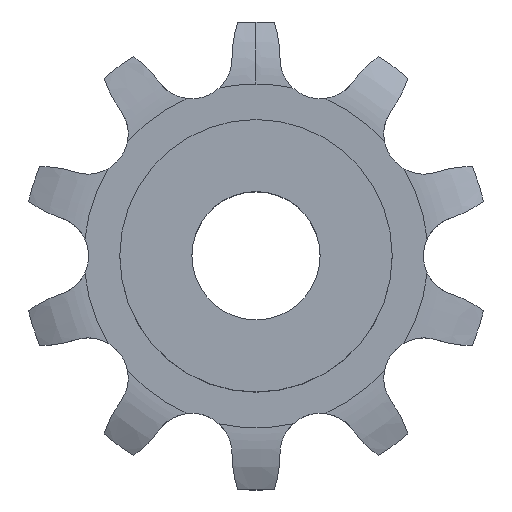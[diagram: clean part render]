
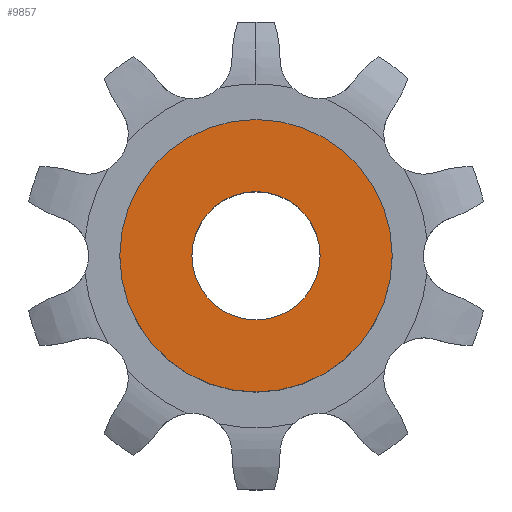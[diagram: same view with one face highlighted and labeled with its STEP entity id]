
A CAD part, top view. The second image highlights one B-rep face of the part: STEP entity #9857.
In plain terms, the highlighted planar face has unit normal (0, 0, 1).
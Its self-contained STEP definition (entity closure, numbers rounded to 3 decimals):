
#3094 = CYLINDRICAL_SURFACE('',#3095,8.5);
#3095 = AXIS2_PLACEMENT_3D('',#3096,#3097,#3098);
#3096 = CARTESIAN_POINT('',(0.,0.,0.));
#3097 = DIRECTION('',(-0.,-0.,-1.));
#3098 = DIRECTION('',(1.,0.,0.));
#7918 = CYLINDRICAL_SURFACE('',#7919,4.);
#7919 = AXIS2_PLACEMENT_3D('',#7920,#7921,#7922);
#7920 = CARTESIAN_POINT('',(0.,0.,43.337));
#7921 = DIRECTION('',(0.,0.,1.));
#7922 = DIRECTION('',(1.,0.,-0.));
#9146 = VERTEX_POINT('',#9147);
#9147 = CARTESIAN_POINT('',(8.5,0.,12.));
#9168 = EDGE_CURVE('',#9146,#9146,#9169,.T.);
#9169 = SURFACE_CURVE('',#9170,(#9175,#9182),.PCURVE_S1.);
#9170 = CIRCLE('',#9171,8.5);
#9171 = AXIS2_PLACEMENT_3D('',#9172,#9173,#9174);
#9172 = CARTESIAN_POINT('',(0.,0.,12.));
#9173 = DIRECTION('',(0.,0.,1.));
#9174 = DIRECTION('',(1.,0.,0.));
#9175 = PCURVE('',#3094,#9176);
#9176 = DEFINITIONAL_REPRESENTATION('',(#9177),#9181);
#9177 = LINE('',#9178,#9179);
#9178 = CARTESIAN_POINT('',(-0.,-12.));
#9179 = VECTOR('',#9180,1.);
#9180 = DIRECTION('',(-1.,0.));
#9181 = ( GEOMETRIC_REPRESENTATION_CONTEXT(2) 
PARAMETRIC_REPRESENTATION_CONTEXT() REPRESENTATION_CONTEXT('2D SPACE',''
  ) );
#9182 = PCURVE('',#9183,#9188);
#9183 = PLANE('',#9184);
#9184 = AXIS2_PLACEMENT_3D('',#9185,#9186,#9187);
#9185 = CARTESIAN_POINT('',(0.,0.,12.));
#9186 = DIRECTION('',(0.,0.,1.));
#9187 = DIRECTION('',(0.,-1.,0.));
#9188 = DEFINITIONAL_REPRESENTATION('',(#9189),#9193);
#9189 = CIRCLE('',#9190,8.5);
#9190 = AXIS2_PLACEMENT_2D('',#9191,#9192);
#9191 = CARTESIAN_POINT('',(0.,0.));
#9192 = DIRECTION('',(0.,1.));
#9193 = ( GEOMETRIC_REPRESENTATION_CONTEXT(2) 
PARAMETRIC_REPRESENTATION_CONTEXT() REPRESENTATION_CONTEXT('2D SPACE',''
  ) );
#9811 = EDGE_CURVE('',#9812,#9812,#9814,.T.);
#9812 = VERTEX_POINT('',#9813);
#9813 = CARTESIAN_POINT('',(4.,0.,12.));
#9814 = SURFACE_CURVE('',#9815,(#9820,#9827),.PCURVE_S1.);
#9815 = CIRCLE('',#9816,4.);
#9816 = AXIS2_PLACEMENT_3D('',#9817,#9818,#9819);
#9817 = CARTESIAN_POINT('',(0.,0.,12.));
#9818 = DIRECTION('',(0.,0.,1.));
#9819 = DIRECTION('',(1.,0.,-0.));
#9820 = PCURVE('',#7918,#9821);
#9821 = DEFINITIONAL_REPRESENTATION('',(#9822),#9826);
#9822 = LINE('',#9823,#9824);
#9823 = CARTESIAN_POINT('',(0.,-31.337));
#9824 = VECTOR('',#9825,1.);
#9825 = DIRECTION('',(1.,0.));
#9826 = ( GEOMETRIC_REPRESENTATION_CONTEXT(2) 
PARAMETRIC_REPRESENTATION_CONTEXT() REPRESENTATION_CONTEXT('2D SPACE',''
  ) );
#9827 = PCURVE('',#9183,#9828);
#9828 = DEFINITIONAL_REPRESENTATION('',(#9829),#9833);
#9829 = CIRCLE('',#9830,4.);
#9830 = AXIS2_PLACEMENT_2D('',#9831,#9832);
#9831 = CARTESIAN_POINT('',(0.,0.));
#9832 = DIRECTION('',(0.,1.));
#9833 = ( GEOMETRIC_REPRESENTATION_CONTEXT(2) 
PARAMETRIC_REPRESENTATION_CONTEXT() REPRESENTATION_CONTEXT('2D SPACE',''
  ) );
#9857 = ADVANCED_FACE('',(#9858,#9861),#9183,.T.);
#9858 = FACE_BOUND('',#9859,.T.);
#9859 = EDGE_LOOP('',(#9860));
#9860 = ORIENTED_EDGE('',*,*,#9168,.T.);
#9861 = FACE_BOUND('',#9862,.T.);
#9862 = EDGE_LOOP('',(#9863));
#9863 = ORIENTED_EDGE('',*,*,#9811,.F.);
